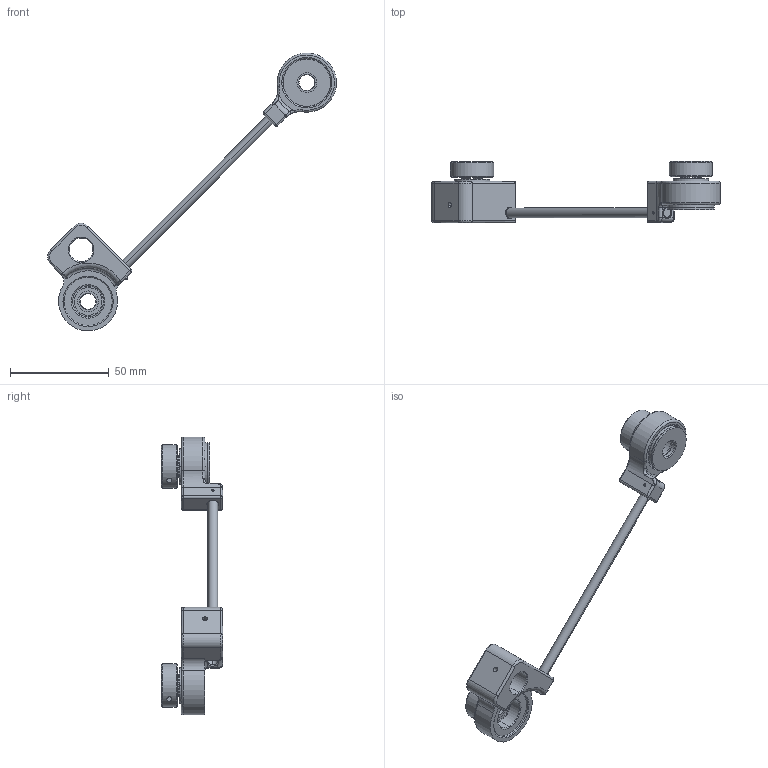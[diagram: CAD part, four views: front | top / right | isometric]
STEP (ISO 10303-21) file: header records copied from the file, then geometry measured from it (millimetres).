
FILE_DESCRIPTION(('FreeCAD Model'),'2;1');
FILE_NAME('Open CASCADE Shape Model','2024-11-29T14:06:11',('Author'),( ''),'Open CASCADE STEP processor 7.6','FreeCAD','Unknown');
FILE_SCHEMA(('AUTOMOTIVE_DESIGN { 1 0 10303 214 1 1 1 1 }'));
Length unit declared in the file: millimetre
Products named in the file (13): LINK2_ASM; HALF-R2; BAR2; HALF-R3; BA1024_ASM; CORE_BA1024; WASHER_BA1024; FL688ZZ001; MS1_5_012; SCBNJ8_11_ASM001; SCBNJ8_11B001; DEI4762_M3X011; SCBNJ8_11_ASM002
Assembly tree (17 placements, depth 3):
  LINK2_ASM
    HALF-R2
    BAR2
    HALF-R3
    BA1024_ASM
      CORE_BA1024
      WASHER_BA1024  x2
    FL688ZZ001  x2
    MS1_5_012  x2
    SCBNJ8_11_ASM001
      SCBNJ8_11B001
      DEI4762_M3X011
    SCBNJ8_11_ASM002
      SCBNJ8_11B001
      DEI4762_M3X011
Bounding box: 146.55 x 31.1 x 141 mm (x, y, z)
Volume: 36090 mm3; surface area: 20138.4 mm2
Topology: 14 solids, 14 shells, 364 faces, 821 edges, 494 vertices
Faces by surface type: cylinder 141, plane 94, torus 59, cone 40, bspline 24, sphere 6
Entity records: 10278 total; most frequent: CARTESIAN_POINT 3982, DIRECTION 1340, ORIENTED_EDGE 1174, EDGE_CURVE 587, AXIS2_PLACEMENT_3D 567, VERTEX_POINT 352, CIRCLE 309, FACE_BOUND 299
